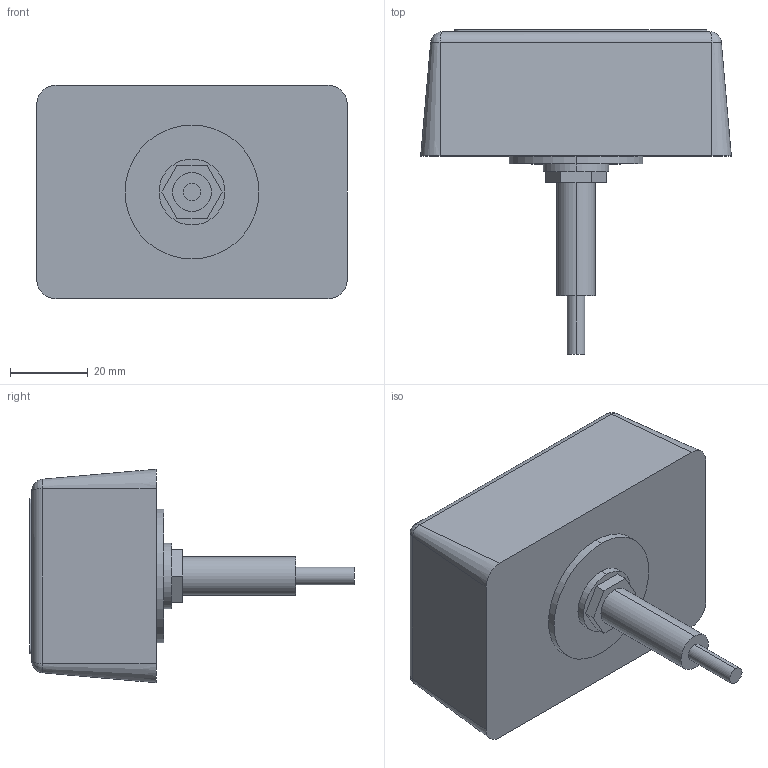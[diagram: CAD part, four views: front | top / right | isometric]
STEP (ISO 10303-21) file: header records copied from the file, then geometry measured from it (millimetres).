
FILE_DESCRIPTION (( 'STEP AP214' ), '1' );
FILE_NAME ('GPS4_P8000008083.STEP', '2015-02-18T12:18:59', ( 'Admin1' ), ( '' ), 'SwSTEP 2.0', 'SolidWorks 2014', '' );
FILE_SCHEMA (( 'AUTOMOTIVE_DESIGN' ));
Length unit declared in the file: millimetre
Products named in the file (1): GPS4_P8000008083
Bounding box: 80 x 83.5 x 55 mm (x, y, z)
Surface area: 20190.9 mm2 (no closed solid volume)
Topology: 0 solids, 2 shells, 46 faces, 106 edges, 64 vertices
Faces by surface type: plane 22, cylinder 16, bspline 4, cone 4
Entity records: 3280 total; most frequent: CARTESIAN_POINT 1751, DIRECTION 204, ORIENTED_EDGE 196, EDGE_CURVE 102, AXIS2_PLACEMENT_3D 71, VERTEX_POINT 64, VECTOR 62, LINE 62
